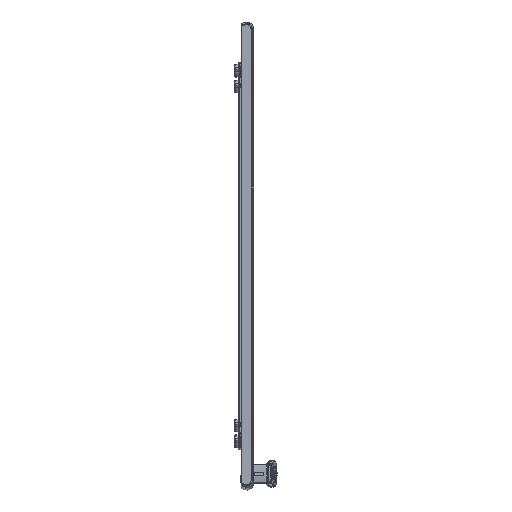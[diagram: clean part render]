
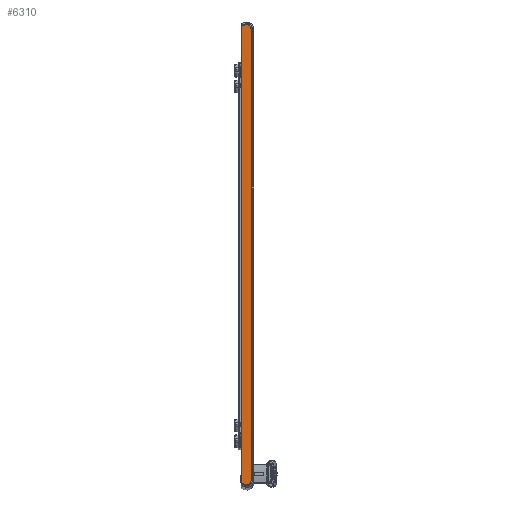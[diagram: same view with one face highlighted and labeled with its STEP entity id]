
A CAD part, top view. The second image highlights one B-rep face of the part: STEP entity #6310.
In plain terms, the highlighted planar face has unit normal (0, 0, 1).
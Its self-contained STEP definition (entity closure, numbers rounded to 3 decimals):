
#1389=CARTESIAN_POINT('Line Origine',(-14.,0.,998.)) ;
#1393=CARTESIAN_POINT('Vertex',(-14.,289.608,998.)) ;
#1395=CARTESIAN_POINT('Vertex',(-14.,-289.608,998.)) ;
#5232=CARTESIAN_POINT('Vertex',(-1.5,286.442,998.)) ;
#5246=CARTESIAN_POINT('Vertex',(-7.794,291.271,998.)) ;
#5249=CARTESIAN_POINT('Axis2P3D Location',(-6.5,286.442,998.)) ;
#6266=CARTESIAN_POINT('Line Origine',(-6.,291.752,998.)) ;
#6278=CARTESIAN_POINT('Axis2P3D Location',(0.,0.,998.)) ;
#6283=CARTESIAN_POINT('Line Origine',(-10.897,-290.44,998.)) ;
#6287=CARTESIAN_POINT('Vertex',(-7.794,-291.271,998.)) ;
#6290=CARTESIAN_POINT('Axis2P3D Location',(-6.5,-286.442,998.)) ;
#6294=CARTESIAN_POINT('Vertex',(-1.5,-286.442,998.)) ;
#6297=CARTESIAN_POINT('Line Origine',(-1.5,0.,998.)) ;
#1390=DIRECTION('Vector Direction',(0.,1.,0.)) ;
#5250=DIRECTION('Axis2P3D Direction',(0.,0.,1.)) ;
#6267=DIRECTION('Vector Direction',(0.966,0.259,0.)) ;
#6279=DIRECTION('Axis2P3D Direction',(0.,-0.,1.)) ;
#6280=DIRECTION('Axis2P3D XDirection',(1.,0.,0.)) ;
#6284=DIRECTION('Vector Direction',(0.966,-0.259,0.)) ;
#6291=DIRECTION('Axis2P3D Direction',(0.,-0.,1.)) ;
#6298=DIRECTION('Vector Direction',(0.,-1.,0.)) ;
#5251=AXIS2_PLACEMENT_3D('Circle Axis2P3D',#5249,#5250,$) ;
#6281=AXIS2_PLACEMENT_3D('Plane Axis2P3D',#6278,#6279,#6280) ;
#6292=AXIS2_PLACEMENT_3D('Circle Axis2P3D',#6290,#6291,$) ;
#6303=ORIENTED_EDGE('',*,*,#1397,.T.) ;
#6304=ORIENTED_EDGE('',*,*,#6289,.T.) ;
#6305=ORIENTED_EDGE('',*,*,#6296,.T.) ;
#6306=ORIENTED_EDGE('',*,*,#6301,.T.) ;
#6307=ORIENTED_EDGE('',*,*,#5253,.T.) ;
#6308=ORIENTED_EDGE('',*,*,#6270,.T.) ;
#1391=VECTOR('Line Direction',#1390,1.) ;
#6268=VECTOR('Line Direction',#6267,1.) ;
#6285=VECTOR('Line Direction',#6284,1.) ;
#6299=VECTOR('Line Direction',#6298,1.) ;
#6310=ADVANCED_FACE('Body.8',(#6309),#6282,.T.) ;
#5252=CIRCLE('generated circle',#5251,5.) ;
#6293=CIRCLE('generated circle',#6292,5.) ;
#1397=EDGE_CURVE('',#1394,#1396,#1392,.F.) ;
#5253=EDGE_CURVE('',#5233,#5247,#5252,.T.) ;
#6270=EDGE_CURVE('',#5247,#1394,#6269,.F.) ;
#6289=EDGE_CURVE('',#1396,#6288,#6286,.T.) ;
#6296=EDGE_CURVE('',#6288,#6295,#6293,.T.) ;
#6301=EDGE_CURVE('',#6295,#5233,#6300,.F.) ;
#6302=EDGE_LOOP('',(#6303,#6304,#6305,#6306,#6307,#6308)) ;
#6309=FACE_OUTER_BOUND('',#6302,.T.) ;
#1392=LINE('Line',#1389,#1391) ;
#6269=LINE('Line',#6266,#6268) ;
#6286=LINE('Line',#6283,#6285) ;
#6300=LINE('Line',#6297,#6299) ;
#6282=PLANE('',#6281) ;
#1394=VERTEX_POINT('',#1393) ;
#1396=VERTEX_POINT('',#1395) ;
#5233=VERTEX_POINT('',#5232) ;
#5247=VERTEX_POINT('',#5246) ;
#6288=VERTEX_POINT('',#6287) ;
#6295=VERTEX_POINT('',#6294) ;
